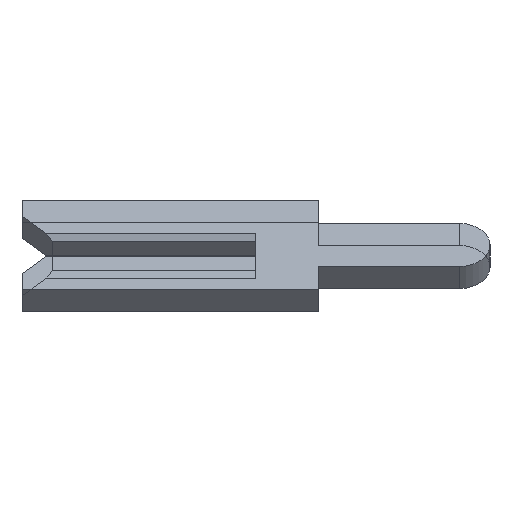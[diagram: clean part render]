
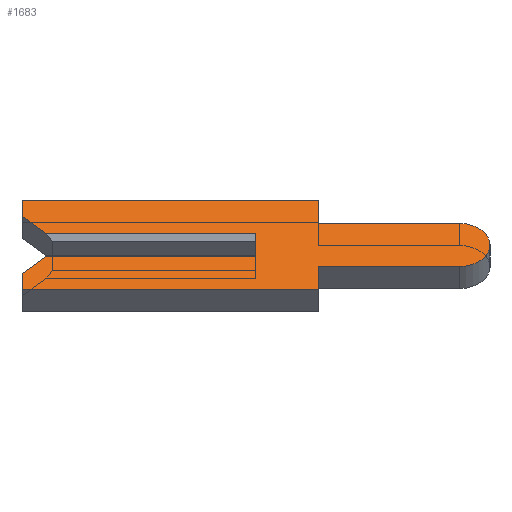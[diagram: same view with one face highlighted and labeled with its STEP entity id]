
A CAD part, left-side view. The second image highlights one B-rep face of the part: STEP entity #1683.
In plain terms, the highlighted face is planar.
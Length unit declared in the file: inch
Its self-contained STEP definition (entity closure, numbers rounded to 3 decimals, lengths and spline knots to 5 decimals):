
#30 = LINE ( 'NONE', #661, #3057 ) ;
#33 = EDGE_CURVE ( 'NONE', #4156, #3759, #30, .T. ) ;
#44 = LINE ( 'NONE', #1249, #95 ) ;
#51 = CARTESIAN_POINT ( 'NONE',  ( -0.01, -0.04, -0.0195 ) ) ;
#58 = VERTEX_POINT ( 'NONE', #2372 ) ;
#82 = CARTESIAN_POINT ( 'NONE',  ( -0.01, 0.15, 0.026 ) ) ;
#95 = VECTOR ( 'NONE', #2598, 39.37008 ) ;
#139 = CARTESIAN_POINT ( 'NONE',  ( -0.01, -0.1305, 0.0195 ) ) ;
#161 = CARTESIAN_POINT ( 'NONE',  ( -0.01, 0.15, -0.026 ) ) ;
#173 = VECTOR ( 'NONE', #2426, 39.37008 ) ;
#208 = VERTEX_POINT ( 'NONE', #1384 ) ;
#231 = CARTESIAN_POINT ( 'NONE',  ( -0.01, -0.04, -0.0195 ) ) ;
#349 = VECTOR ( 'NONE', #1444, 39.37008 ) ;
#354 = CARTESIAN_POINT ( 'NONE',  ( -0.01, 0., -0.01 ) ) ;
#410 = LINE ( 'NONE', #3612, #3774 ) ;
#467 = VECTOR ( 'NONE', #3320, 39.37008 ) ;
#473 = VERTEX_POINT ( 'NONE', #354 ) ;
#474 = DIRECTION ( 'NONE',  ( 0., 0., 1. ) ) ;
#566 = CARTESIAN_POINT ( 'NONE',  ( -0.01, 0.134, 0.01 ) ) ;
#574 = DIRECTION ( 'NONE',  ( 0., 0., -1. ) ) ;
#612 = DIRECTION ( 'NONE',  ( 0., 0.707, 0.707 ) ) ;
#661 = CARTESIAN_POINT ( 'NONE',  ( -0.01, 0.15, 0.01 ) ) ;
#705 = EDGE_CURVE ( 'NONE', #1132, #3137, #2889, .T. ) ;
#839 = ORIENTED_EDGE ( 'NONE', *, *, #1097, .F. ) ;
#849 = CARTESIAN_POINT ( 'NONE',  ( -0.01, 0.15, -0.04 ) ) ;
#858 = CARTESIAN_POINT ( 'NONE',  ( -0.01, -0.1305, 0. ) ) ;
#896 = CARTESIAN_POINT ( 'NONE',  ( -0.01, -0.04, 0.04 ) ) ;
#920 = EDGE_CURVE ( 'NONE', #2029, #3605, #1897, .T. ) ;
#930 = VECTOR ( 'NONE', #3986, 39.37008 ) ;
#1006 = ORIENTED_EDGE ( 'NONE', *, *, #3527, .F. ) ;
#1041 = LINE ( 'NONE', #2951, #930 ) ;
#1097 = EDGE_CURVE ( 'NONE', #3605, #473, #2797, .T. ) ;
#1132 = VERTEX_POINT ( 'NONE', #4194 ) ;
#1149 = VECTOR ( 'NONE', #2166, 39.37008 ) ;
#1157 = ORIENTED_EDGE ( 'NONE', *, *, #705, .F. ) ;
#1169 = VECTOR ( 'NONE', #1896, 39.37008 ) ;
#1218 = VERTEX_POINT ( 'NONE', #82 ) ;
#1249 = CARTESIAN_POINT ( 'NONE',  ( -0.01, 0.15, 0.04 ) ) ;
#1290 = LINE ( 'NONE', #3358, #3186 ) ;
#1384 = CARTESIAN_POINT ( 'NONE',  ( -0.01, -0.04, -0.04 ) ) ;
#1444 = DIRECTION ( 'NONE',  ( 0., -0.707, 0.707 ) ) ;
#1529 = DIRECTION ( 'NONE',  ( 1., 0., 0. ) ) ;
#1575 = CIRCLE ( 'NONE', #2820, 0.0195 ) ;
#1585 = CARTESIAN_POINT ( 'NONE',  ( -0.01, 0.15, -0.026 ) ) ;
#1662 = ORIENTED_EDGE ( 'NONE', *, *, #3923, .F. ) ;
#1683 = ADVANCED_FACE ( 'NONE', ( #3919 ), #3210, .F. ) ;
#1814 = VERTEX_POINT ( 'NONE', #1901 ) ;
#1884 = CARTESIAN_POINT ( 'NONE',  ( -0.01, 0.15, 0.026 ) ) ;
#1896 = DIRECTION ( 'NONE',  ( 0., 0., 1. ) ) ;
#1897 = LINE ( 'NONE', #4178, #349 ) ;
#1901 = CARTESIAN_POINT ( 'NONE',  ( -0.01, 0.15, -0.04 ) ) ;
#1904 = LINE ( 'NONE', #3189, #1149 ) ;
#1968 = ORIENTED_EDGE ( 'NONE', *, *, #33, .T. ) ;
#2029 = VERTEX_POINT ( 'NONE', #1585 ) ;
#2090 = LINE ( 'NONE', #1884, #1169 ) ;
#2111 = CARTESIAN_POINT ( 'NONE',  ( -0.01, -0.1305, -0.01 ) ) ;
#2166 = DIRECTION ( 'NONE',  ( 0., -1., 0. ) ) ;
#2199 = CARTESIAN_POINT ( 'NONE',  ( -0.01, 0.15, 0.04 ) ) ;
#2250 = EDGE_CURVE ( 'NONE', #3927, #2806, #1904, .T. ) ;
#2338 = ORIENTED_EDGE ( 'NONE', *, *, #4222, .F. ) ;
#2372 = CARTESIAN_POINT ( 'NONE',  ( -0.01, -0.04, 0.04 ) ) ;
#2398 = VERTEX_POINT ( 'NONE', #2199 ) ;
#2426 = DIRECTION ( 'NONE',  ( 0., 1., 0. ) ) ;
#2488 = LINE ( 'NONE', #896, #467 ) ;
#2500 = ORIENTED_EDGE ( 'NONE', *, *, #2250, .F. ) ;
#2504 = EDGE_LOOP ( 'NONE', ( #1968, #2538, #839, #3018, #4072, #4044, #4243, #1157, #2708, #2500, #1006, #4227, #2338, #1662 ) ) ;
#2538 = ORIENTED_EDGE ( 'NONE', *, *, #3379, .F. ) ;
#2560 = EDGE_CURVE ( 'NONE', #1814, #2029, #4121, .T. ) ;
#2598 = DIRECTION ( 'NONE',  ( 0., -1., 0. ) ) ;
#2703 = EDGE_CURVE ( 'NONE', #208, #1814, #3199, .T. ) ;
#2708 = ORIENTED_EDGE ( 'NONE', *, *, #2931, .F. ) ;
#2709 = DIRECTION ( 'NONE',  ( 0., -1., 0. ) ) ;
#2797 = LINE ( 'NONE', #2111, #3864 ) ;
#2806 = VERTEX_POINT ( 'NONE', #139 ) ;
#2820 = AXIS2_PLACEMENT_3D ( 'NONE', #3969, #3874, #3299 ) ;
#2889 = LINE ( 'NONE', #51, #173 ) ;
#2931 = EDGE_CURVE ( 'NONE', #2806, #1132, #1575, .T. ) ;
#2951 = CARTESIAN_POINT ( 'NONE',  ( -0.01, 0., 0.0065 ) ) ;
#2992 = AXIS2_PLACEMENT_3D ( 'NONE', #858, #1529, #4226 ) ;
#3010 = CARTESIAN_POINT ( 'NONE',  ( -0.01, 0., 0.01 ) ) ;
#3018 = ORIENTED_EDGE ( 'NONE', *, *, #920, .F. ) ;
#3057 = VECTOR ( 'NONE', #2709, 39.37008 ) ;
#3073 = EDGE_CURVE ( 'NONE', #2398, #58, #44, .T. ) ;
#3137 = VERTEX_POINT ( 'NONE', #231 ) ;
#3186 = VECTOR ( 'NONE', #612, 39.37008 ) ;
#3189 = CARTESIAN_POINT ( 'NONE',  ( -0.01, -0.04, 0.0195 ) ) ;
#3199 = LINE ( 'NONE', #849, #4065 ) ;
#3210 = PLANE ( 'NONE',  #2992 ) ;
#3234 = DIRECTION ( 'NONE',  ( 0., 1., 0. ) ) ;
#3299 = DIRECTION ( 'NONE',  ( 0., 0., -1. ) ) ;
#3301 = EDGE_CURVE ( 'NONE', #3137, #208, #410, .T. ) ;
#3320 = DIRECTION ( 'NONE',  ( 0., 0., -1. ) ) ;
#3358 = CARTESIAN_POINT ( 'NONE',  ( -0.01, 0.1305, 0.0065 ) ) ;
#3379 = EDGE_CURVE ( 'NONE', #473, #3759, #1041, .T. ) ;
#3478 = DIRECTION ( 'NONE',  ( 0., -1., 0. ) ) ;
#3527 = EDGE_CURVE ( 'NONE', #58, #3927, #2488, .T. ) ;
#3605 = VERTEX_POINT ( 'NONE', #4012 ) ;
#3612 = CARTESIAN_POINT ( 'NONE',  ( -0.01, -0.04, -0.04 ) ) ;
#3759 = VERTEX_POINT ( 'NONE', #3010 ) ;
#3774 = VECTOR ( 'NONE', #574, 39.37008 ) ;
#3864 = VECTOR ( 'NONE', #3478, 39.37008 ) ;
#3874 = DIRECTION ( 'NONE',  ( 1., 0., 0. ) ) ;
#3919 = FACE_OUTER_BOUND ( 'NONE', #2504, .T. ) ;
#3923 = EDGE_CURVE ( 'NONE', #4156, #1218, #1290, .T. ) ;
#3927 = VERTEX_POINT ( 'NONE', #4063 ) ;
#3969 = CARTESIAN_POINT ( 'NONE',  ( -0.01, -0.1305, 0. ) ) ;
#3986 = DIRECTION ( 'NONE',  ( 0., 0., 1. ) ) ;
#4010 = VECTOR ( 'NONE', #474, 39.37008 ) ;
#4012 = CARTESIAN_POINT ( 'NONE',  ( -0.01, 0.134, -0.01 ) ) ;
#4044 = ORIENTED_EDGE ( 'NONE', *, *, #2703, .F. ) ;
#4063 = CARTESIAN_POINT ( 'NONE',  ( -0.01, -0.04, 0.0195 ) ) ;
#4065 = VECTOR ( 'NONE', #3234, 39.37008 ) ;
#4072 = ORIENTED_EDGE ( 'NONE', *, *, #2560, .F. ) ;
#4121 = LINE ( 'NONE', #161, #4010 ) ;
#4156 = VERTEX_POINT ( 'NONE', #566 ) ;
#4178 = CARTESIAN_POINT ( 'NONE',  ( -0.01, 0.1305, -0.0065 ) ) ;
#4194 = CARTESIAN_POINT ( 'NONE',  ( -0.01, -0.1305, -0.0195 ) ) ;
#4222 = EDGE_CURVE ( 'NONE', #1218, #2398, #2090, .T. ) ;
#4226 = DIRECTION ( 'NONE',  ( 0., 0., -1. ) ) ;
#4227 = ORIENTED_EDGE ( 'NONE', *, *, #3073, .F. ) ;
#4243 = ORIENTED_EDGE ( 'NONE', *, *, #3301, .F. ) ;
